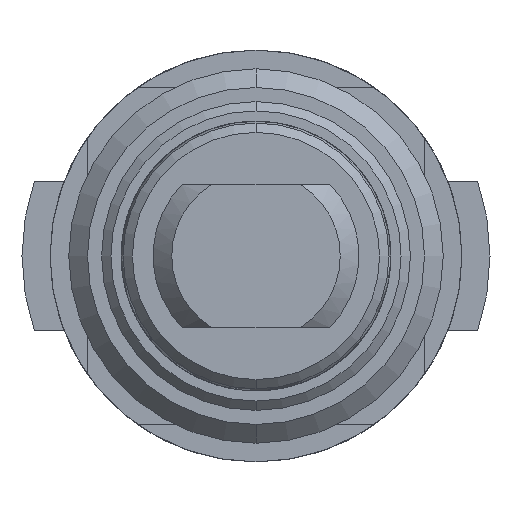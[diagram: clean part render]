
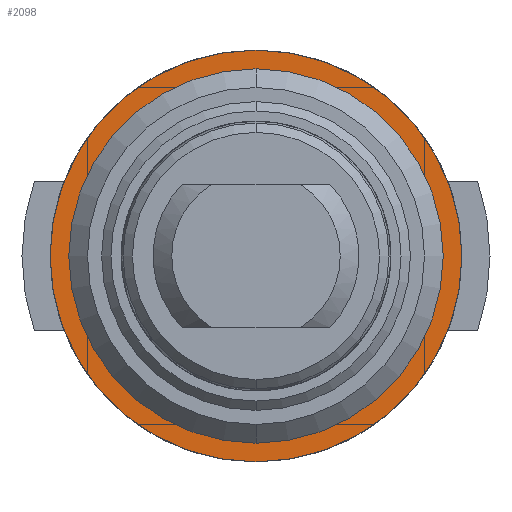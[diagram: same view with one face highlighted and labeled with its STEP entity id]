
A CAD part, front view. The second image highlights one B-rep face of the part: STEP entity #2098.
In plain terms, the highlighted planar face has unit normal (0, -1, 0).
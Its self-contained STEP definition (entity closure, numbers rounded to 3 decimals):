
#715 = AXIS2_PLACEMENT_3D ( 'NONE', #3053, #4505, #8840 ) ;
#967 = ORIENTED_EDGE ( 'NONE', *, *, #4486, .F. ) ;
#1169 = DIRECTION ( 'NONE',  ( 0., 0., -1. ) ) ;
#1295 = DIRECTION ( 'NONE',  ( 0., -1., 0. ) ) ;
#1898 = CARTESIAN_POINT ( 'NONE',  ( 0., 0., 0. ) ) ;
#2098 = ADVANCED_FACE ( 'Defeature ausgef�hrt2_44', ( #15259, #17060 ), #6474, .T. ) ;
#2201 = ORIENTED_EDGE ( 'NONE', *, *, #2429, .T. ) ;
#2429 = EDGE_CURVE ( 'Defeature ausgef�hrt2_44+Defeature ausgef�hrt2_45+Defeature ausgef�hrt2_45+Defeature ausgef�hrt2_45', #8721, #10537, #17041, .T. ) ;
#3053 = CARTESIAN_POINT ( 'NONE',  ( 0., 0., 0. ) ) ;
#3358 = DIRECTION ( 'NONE',  ( 0., 0., -1. ) ) ;
#4197 = DIRECTION ( 'NONE',  ( 0., 0., -1. ) ) ;
#4486 = EDGE_CURVE ( 'Defeature ausgef�hrt2_35+Defeature ausgef�hrt2_44+Defeature ausgef�hrt2_44+Defeature ausgef�hrt2_44', #11265, #17787, #9362, .T. ) ;
#4505 = DIRECTION ( 'NONE',  ( 0., -1., 0. ) ) ;
#5065 = CIRCLE ( 'NONE', #12499, 0.9 ) ;
#5595 = EDGE_LOOP ( 'NONE', ( #967, #15973 ) ) ;
#6474 = PLANE ( 'NONE',  #6784 ) ;
#6784 = AXIS2_PLACEMENT_3D ( 'NONE', #15043, #16497, #14008 ) ;
#6806 = CIRCLE ( 'NONE', #11177, 1.1 ) ;
#7763 = DIRECTION ( 'NONE',  ( 0., -1., 0. ) ) ;
#8351 = DIRECTION ( 'NONE',  ( 0., -1., 0. ) ) ;
#8439 = AXIS2_PLACEMENT_3D ( 'NONE', #1898, #7763, #3358 ) ;
#8721 = VERTEX_POINT ( 'NONE', #10190 ) ;
#8840 = DIRECTION ( 'NONE',  ( 0., 0., -1. ) ) ;
#9362 = CIRCLE ( 'NONE', #8439, 0.9 ) ;
#9744 = CARTESIAN_POINT ( 'NONE',  ( 0., 0., 0.9 ) ) ;
#10190 = CARTESIAN_POINT ( 'NONE',  ( 0., 0., -1.1 ) ) ;
#10447 = EDGE_CURVE ( 'Defeature ausgef�hrt2_35+Defeature ausgef�hrt2_44+Defeature ausgef�hrt2_44+Defeature ausgef�hrt2_44', #17787, #11265, #5065, .T. ) ;
#10537 = VERTEX_POINT ( 'NONE', #11237 ) ;
#11177 = AXIS2_PLACEMENT_3D ( 'NONE', #18289, #8351, #1169 ) ;
#11237 = CARTESIAN_POINT ( 'NONE',  ( 0., 0., 1.1 ) ) ;
#11265 = VERTEX_POINT ( 'NONE', #16210 ) ;
#12499 = AXIS2_PLACEMENT_3D ( 'NONE', #14073, #1295, #4197 ) ;
#14008 = DIRECTION ( 'NONE',  ( 0., 0., -1. ) ) ;
#14073 = CARTESIAN_POINT ( 'NONE',  ( 0., 0., 0. ) ) ;
#15043 = CARTESIAN_POINT ( 'NONE',  ( 1.1, 0., 0. ) ) ;
#15259 = FACE_OUTER_BOUND ( 'NONE', #15991, .T. ) ;
#15973 = ORIENTED_EDGE ( 'NONE', *, *, #10447, .F. ) ;
#15991 = EDGE_LOOP ( 'NONE', ( #2201, #16706 ) ) ;
#16210 = CARTESIAN_POINT ( 'NONE',  ( 0., 0., -0.9 ) ) ;
#16370 = EDGE_CURVE ( 'Defeature ausgef�hrt2_44+Defeature ausgef�hrt2_45+Defeature ausgef�hrt2_45+Defeature ausgef�hrt2_45', #10537, #8721, #6806, .T. ) ;
#16497 = DIRECTION ( 'NONE',  ( 0., -1., 0. ) ) ;
#16706 = ORIENTED_EDGE ( 'NONE', *, *, #16370, .T. ) ;
#17041 = CIRCLE ( 'NONE', #715, 1.1 ) ;
#17060 = FACE_BOUND ( 'NONE', #5595, .T. ) ;
#17787 = VERTEX_POINT ( 'NONE', #9744 ) ;
#18289 = CARTESIAN_POINT ( 'NONE',  ( 0., 0., 0. ) ) ;
